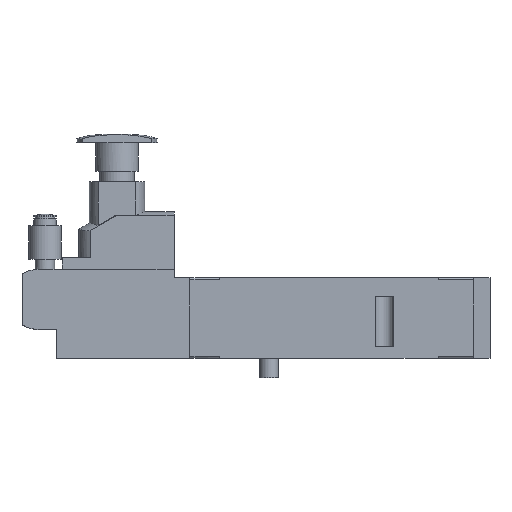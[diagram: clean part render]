
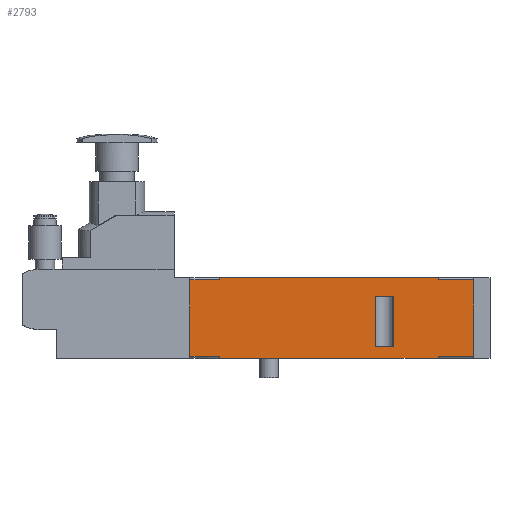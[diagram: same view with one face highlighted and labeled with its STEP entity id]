
A CAD part, top view. The second image highlights one B-rep face of the part: STEP entity #2793.
In plain terms, the highlighted planar face has unit normal (0, 0, 1).
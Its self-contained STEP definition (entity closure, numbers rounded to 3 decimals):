
#46=B_SPLINE_CURVE_WITH_KNOTS('',3,(#4557,#4558,#4559,#4560),
 .UNSPECIFIED.,.F.,.F.,(4,4),(0.,1.),.UNSPECIFIED.);
#361=ORIENTED_EDGE('',*,*,#1133,.F.);
#362=ORIENTED_EDGE('',*,*,#1134,.T.);
#363=ORIENTED_EDGE('',*,*,#1135,.T.);
#364=ORIENTED_EDGE('',*,*,#1136,.T.);
#365=ORIENTED_EDGE('',*,*,#1137,.T.);
#366=ORIENTED_EDGE('',*,*,#1138,.F.);
#367=ORIENTED_EDGE('',*,*,#1139,.T.);
#368=ORIENTED_EDGE('',*,*,#1140,.T.);
#369=ORIENTED_EDGE('',*,*,#1141,.F.);
#370=ORIENTED_EDGE('',*,*,#1142,.T.);
#371=ORIENTED_EDGE('',*,*,#1131,.T.);
#372=ORIENTED_EDGE('',*,*,#1143,.F.);
#373=ORIENTED_EDGE('',*,*,#1144,.T.);
#374=ORIENTED_EDGE('',*,*,#1145,.F.);
#375=ORIENTED_EDGE('',*,*,#1146,.T.);
#376=ORIENTED_EDGE('',*,*,#1147,.T.);
#1131=EDGE_CURVE('',#1513,#1512,#1784,.T.);
#1133=EDGE_CURVE('',#1514,#1515,#1785,.T.);
#1134=EDGE_CURVE('',#1514,#1516,#1786,.T.);
#1135=EDGE_CURVE('',#1516,#1517,#1787,.T.);
#1136=EDGE_CURVE('',#1517,#1518,#1788,.T.);
#1137=EDGE_CURVE('',#1518,#1519,#46,.T.);
#1138=EDGE_CURVE('',#1520,#1519,#1789,.T.);
#1139=EDGE_CURVE('',#1520,#1521,#1790,.T.);
#1140=EDGE_CURVE('',#1521,#1522,#1791,.T.);
#1141=EDGE_CURVE('',#1523,#1522,#1792,.T.);
#1142=EDGE_CURVE('',#1523,#1513,#1793,.T.);
#1143=EDGE_CURVE('',#1515,#1512,#1794,.T.);
#1144=EDGE_CURVE('',#1524,#1525,#1795,.T.);
#1145=EDGE_CURVE('',#1526,#1525,#1796,.T.);
#1146=EDGE_CURVE('',#1526,#1527,#1797,.T.);
#1147=EDGE_CURVE('',#1527,#1524,#1798,.T.);
#1512=VERTEX_POINT('',#4543);
#1513=VERTEX_POINT('',#4545);
#1514=VERTEX_POINT('',#4549);
#1515=VERTEX_POINT('',#4550);
#1516=VERTEX_POINT('',#4552);
#1517=VERTEX_POINT('',#4554);
#1518=VERTEX_POINT('',#4556);
#1519=VERTEX_POINT('',#4561);
#1520=VERTEX_POINT('',#4563);
#1521=VERTEX_POINT('',#4565);
#1522=VERTEX_POINT('',#4567);
#1523=VERTEX_POINT('',#4569);
#1524=VERTEX_POINT('',#4573);
#1525=VERTEX_POINT('',#4574);
#1526=VERTEX_POINT('',#4576);
#1527=VERTEX_POINT('',#4578);
#1784=LINE('',#4544,#2020);
#1785=LINE('',#4548,#2021);
#1786=LINE('',#4551,#2022);
#1787=LINE('',#4553,#2023);
#1788=LINE('',#4555,#2024);
#1789=LINE('',#4562,#2025);
#1790=LINE('',#4564,#2026);
#1791=LINE('',#4566,#2027);
#1792=LINE('',#4568,#2028);
#1793=LINE('',#4570,#2029);
#1794=LINE('',#4571,#2030);
#1795=LINE('',#4572,#2031);
#1796=LINE('',#4575,#2032);
#1797=LINE('',#4577,#2033);
#1798=LINE('',#4579,#2034);
#2020=VECTOR('',#3612,1000.);
#2021=VECTOR('',#3617,1000.);
#2022=VECTOR('',#3618,1000.);
#2023=VECTOR('',#3619,1000.);
#2024=VECTOR('',#3620,1000.);
#2025=VECTOR('',#3621,1000.);
#2026=VECTOR('',#3622,1000.);
#2027=VECTOR('',#3623,1000.);
#2028=VECTOR('',#3624,1000.);
#2029=VECTOR('',#3625,1000.);
#2030=VECTOR('',#3626,1000.);
#2031=VECTOR('',#3627,1000.);
#2032=VECTOR('',#3628,1000.);
#2033=VECTOR('',#3629,1000.);
#2034=VECTOR('',#3630,1000.);
#2217=EDGE_LOOP('',(#361,#362,#363,#364,#365,#366,#367,#368,#369,#370,#371,
#372));
#2218=EDGE_LOOP('',(#373,#374,#375,#376));
#2454=FACE_BOUND('',#2217,.T.);
#2455=FACE_BOUND('',#2218,.T.);
#2689=PLANE('',#3214);
#2793=ADVANCED_FACE('',(#2454,#2455),#2689,.T.);
#3214=AXIS2_PLACEMENT_3D('',#4547,#3615,#3616);
#3612=DIRECTION('',(0.,-1.,0.));
#3615=DIRECTION('',(0.,0.,1.));
#3616=DIRECTION('',(1.,0.,0.));
#3617=DIRECTION('',(0.,1.,0.));
#3618=DIRECTION('',(1.,0.,0.));
#3619=DIRECTION('',(0.,1.,0.));
#3620=DIRECTION('',(1.,0.,0.));
#3621=DIRECTION('',(1.,0.,0.));
#3622=DIRECTION('',(0.,1.,0.));
#3623=DIRECTION('',(-1.,0.,0.));
#3624=DIRECTION('',(0.,1.,0.));
#3625=DIRECTION('',(-1.,0.,0.));
#3626=DIRECTION('',(-1.,0.,0.));
#3627=DIRECTION('',(1.,0.,0.));
#3628=DIRECTION('',(0.,1.,0.));
#3629=DIRECTION('',(-1.,0.,0.));
#3630=DIRECTION('',(0.,1.,0.));
#4543=CARTESIAN_POINT('',(-84.35,1.,18.));
#4544=CARTESIAN_POINT('',(-84.35,35.,18.));
#4545=CARTESIAN_POINT('',(-84.35,34.,18.));
#4547=CARTESIAN_POINT('',(0.,0.,18.));
#4548=CARTESIAN_POINT('',(-71.55,0.,18.));
#4549=CARTESIAN_POINT('',(-71.55,0.,18.));
#4550=CARTESIAN_POINT('',(-71.55,1.,18.));
#4551=CARTESIAN_POINT('',(-84.35,0.,18.));
#4552=CARTESIAN_POINT('',(23.25,0.,18.));
#4553=CARTESIAN_POINT('',(23.25,0.,18.));
#4554=CARTESIAN_POINT('',(23.25,1.,18.));
#4555=CARTESIAN_POINT('',(23.25,1.,18.));
#4556=CARTESIAN_POINT('',(38.65,1.,17.995));
#4557=CARTESIAN_POINT('',(38.65,1.,18.));
#4558=CARTESIAN_POINT('',(38.65,12.,18.));
#4559=CARTESIAN_POINT('',(38.65,23.,18.));
#4560=CARTESIAN_POINT('',(38.65,34.,18.));
#4561=CARTESIAN_POINT('',(38.65,34.,17.995));
#4562=CARTESIAN_POINT('',(23.25,34.,18.));
#4563=CARTESIAN_POINT('',(23.25,34.,18.));
#4564=CARTESIAN_POINT('',(23.25,0.,18.));
#4565=CARTESIAN_POINT('',(23.25,35.,18.));
#4566=CARTESIAN_POINT('',(38.65,35.,18.));
#4567=CARTESIAN_POINT('',(-71.55,35.,18.));
#4568=CARTESIAN_POINT('',(-71.55,0.,18.));
#4569=CARTESIAN_POINT('',(-71.55,34.,18.));
#4570=CARTESIAN_POINT('',(-71.55,34.,18.));
#4571=CARTESIAN_POINT('',(-71.55,1.,18.));
#4572=CARTESIAN_POINT('',(0.,27.,18.));
#4573=CARTESIAN_POINT('',(-4.,27.,18.));
#4574=CARTESIAN_POINT('',(4.,27.,18.));
#4575=CARTESIAN_POINT('',(4.,0.,18.));
#4576=CARTESIAN_POINT('',(4.,5.3,18.));
#4577=CARTESIAN_POINT('',(0.,5.3,18.));
#4578=CARTESIAN_POINT('',(-4.,5.3,18.));
#4579=CARTESIAN_POINT('',(-4.,0.,18.));
